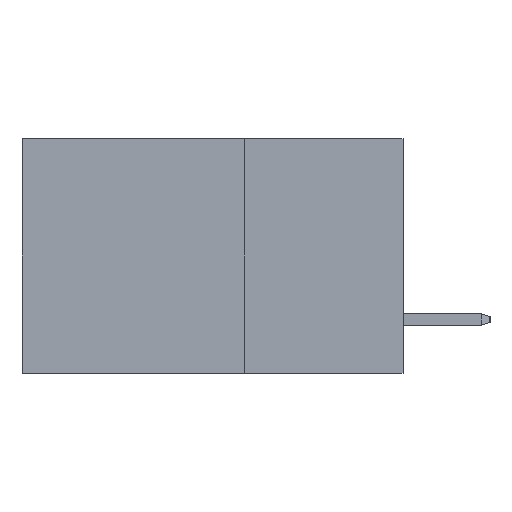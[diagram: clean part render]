
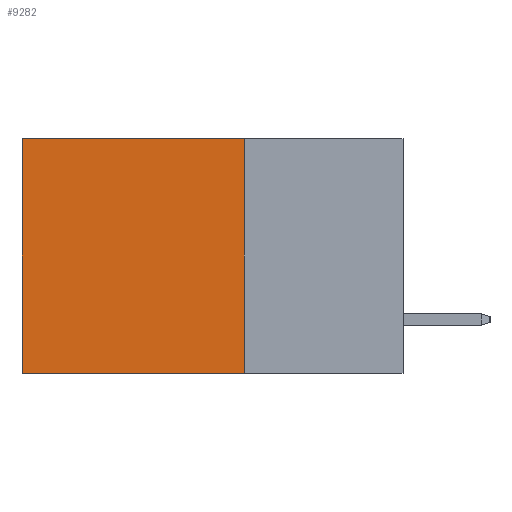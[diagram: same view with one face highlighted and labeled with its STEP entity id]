
A CAD part, left-side view. The second image highlights one B-rep face of the part: STEP entity #9282.
In plain terms, the highlighted planar face has unit normal (-1, 0, 0).
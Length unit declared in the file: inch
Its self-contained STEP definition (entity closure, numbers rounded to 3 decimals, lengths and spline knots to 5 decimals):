
#2395 = DIRECTION ( 'NONE',  ( 1., 0., 0. ) ) ;
#2863 = CARTESIAN_POINT ( 'NONE',  ( 0.2875, 0.25, 0. ) ) ;
#3176 = ORIENTED_EDGE ( 'NONE', *, *, #18187, .T. ) ;
#3731 = CARTESIAN_POINT ( 'NONE',  ( 0.2875, 0.25, 0. ) ) ;
#3766 = VECTOR ( 'NONE', #25278, 39.37008 ) ;
#4164 = DIRECTION ( 'NONE',  ( 0., 1., 0. ) ) ;
#5106 = VERTEX_POINT ( 'NONE', #10860 ) ;
#9282 = ADVANCED_FACE ( 'NONE', ( #9474 ), #19209, .F. ) ;
#9300 = VECTOR ( 'NONE', #29790, 39.37008 ) ;
#9474 = FACE_OUTER_BOUND ( 'NONE', #21805, .T. ) ;
#9534 = CARTESIAN_POINT ( 'NONE',  ( 0.2875, 0.25, -0.37 ) ) ;
#10860 = CARTESIAN_POINT ( 'NONE',  ( 0.2875, 0.25, 0. ) ) ;
#10890 = CARTESIAN_POINT ( 'NONE',  ( 0.2875, 0.6, 0. ) ) ;
#11906 = VERTEX_POINT ( 'NONE', #9534 ) ;
#12446 = DIRECTION ( 'NONE',  ( 0., 0., -1. ) ) ;
#12966 = CARTESIAN_POINT ( 'NONE',  ( 0.2875, 0.25, 0. ) ) ;
#13091 = EDGE_CURVE ( 'NONE', #5106, #11906, #24305, .T. ) ;
#13389 = VECTOR ( 'NONE', #4164, 39.37008 ) ;
#13639 = LINE ( 'NONE', #23550, #20344 ) ;
#13989 = CARTESIAN_POINT ( 'NONE',  ( 0.2875, 0.6, -0.37 ) ) ;
#15678 = LINE ( 'NONE', #3731, #3766 ) ;
#16046 = EDGE_CURVE ( 'NONE', #30826, #23959, #13639, .T. ) ;
#18187 = EDGE_CURVE ( 'NONE', #5106, #30826, #15678, .T. ) ;
#18774 = EDGE_CURVE ( 'NONE', #11906, #23959, #25864, .T. ) ;
#19209 = PLANE ( 'NONE',  #24362 ) ;
#20344 = VECTOR ( 'NONE', #28591, 39.37008 ) ;
#21805 = EDGE_LOOP ( 'NONE', ( #28377, #27202, #29803, #3176 ) ) ;
#23550 = CARTESIAN_POINT ( 'NONE',  ( 0.2875, 0.6, 0. ) ) ;
#23959 = VERTEX_POINT ( 'NONE', #13989 ) ;
#24305 = LINE ( 'NONE', #12966, #9300 ) ;
#24362 = AXIS2_PLACEMENT_3D ( 'NONE', #2863, #2395, #12446 ) ;
#25278 = DIRECTION ( 'NONE',  ( 0., 1., 0. ) ) ;
#25864 = LINE ( 'NONE', #28398, #13389 ) ;
#27202 = ORIENTED_EDGE ( 'NONE', *, *, #18774, .F. ) ;
#28377 = ORIENTED_EDGE ( 'NONE', *, *, #16046, .T. ) ;
#28398 = CARTESIAN_POINT ( 'NONE',  ( 0.2875, 0.25, -0.37 ) ) ;
#28591 = DIRECTION ( 'NONE',  ( 0., 0., -1. ) ) ;
#29790 = DIRECTION ( 'NONE',  ( 0., 0., -1. ) ) ;
#29803 = ORIENTED_EDGE ( 'NONE', *, *, #13091, .F. ) ;
#30826 = VERTEX_POINT ( 'NONE', #10890 ) ;
